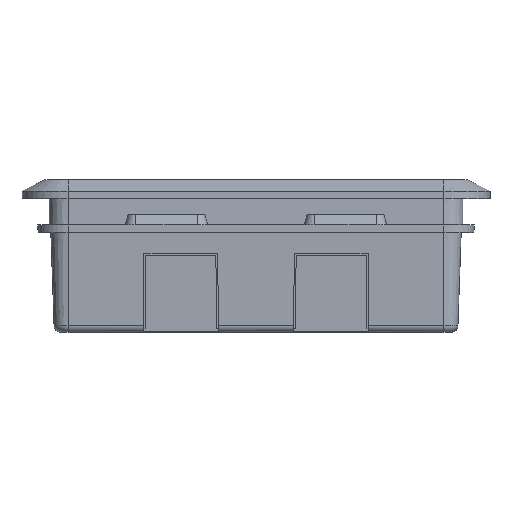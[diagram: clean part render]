
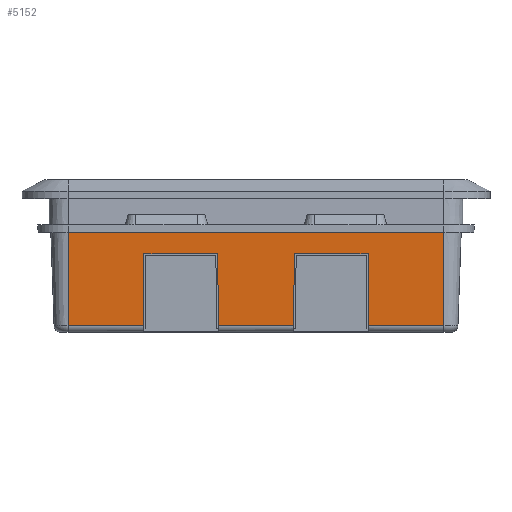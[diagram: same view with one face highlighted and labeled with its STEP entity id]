
A CAD part, front view. The second image highlights one B-rep face of the part: STEP entity #5152.
In plain terms, the highlighted planar face has unit normal (0, -0.999, -0.035).
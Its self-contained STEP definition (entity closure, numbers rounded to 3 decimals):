
#536=DIRECTION('',(-1.,0.,0.));
#537=VECTOR('',#536,200.);
#538=CARTESIAN_POINT('',(100.,-50.173,-18.));
#539=LINE('',#538,#537);
#696=DIRECTION('',(0.,0.035,-0.999));
#697=VECTOR('',#696,49.652);
#698=CARTESIAN_POINT('',(100.,-50.173,-18.));
#699=LINE('',#698,#697);
#700=DIRECTION('',(1.,0.,0.));
#701=VECTOR('',#700,40.029);
#702=CARTESIAN_POINT('',(59.971,-48.44,-67.622));
#703=LINE('',#702,#701);
#704=DIRECTION('',(-1.,0.,0.));
#705=VECTOR('',#704,40.059);
#706=CARTESIAN_POINT('',(20.029,-48.44,-67.622));
#707=LINE('',#706,#705);
#708=DIRECTION('',(-1.,0.,0.));
#709=VECTOR('',#708,40.029);
#710=CARTESIAN_POINT('',(-59.971,-48.44,
-67.622));
#711=LINE('',#710,#709);
#822=DIRECTION('',(0.009,0.035,-0.999));
#823=VECTOR('',#822,38.447);
#824=CARTESIAN_POINT('',(59.635,-49.781,-29.2));
#825=LINE('',#824,#823);
#846=DIRECTION('',(0.009,-0.035,0.999));
#847=VECTOR('',#846,38.447);
#848=CARTESIAN_POINT('',(20.029,-48.44,-67.622));
#849=LINE('',#848,#847);
#854=DIRECTION('',(1.,0.,0.));
#855=VECTOR('',#854,39.27);
#856=CARTESIAN_POINT('',(20.365,-49.781,-29.2));
#857=LINE('',#856,#855);
#866=DIRECTION('',(0.009,0.035,-0.999));
#867=VECTOR('',#866,38.456);
#868=CARTESIAN_POINT('',(-20.365,-49.782,
-29.191));
#869=LINE('',#868,#867);
#898=DIRECTION('',(0.009,-0.035,0.999));
#899=VECTOR('',#898,38.456);
#900=CARTESIAN_POINT('',(-59.971,-48.44,
-67.622));
#901=LINE('',#900,#899);
#906=DIRECTION('',(1.,0.,0.));
#907=VECTOR('',#906,39.27);
#908=CARTESIAN_POINT('',(-59.635,-49.782,
-29.191));
#909=LINE('',#908,#907);
#910=DIRECTION('',(0.,0.035,-0.999));
#911=VECTOR('',#910,49.652);
#912=CARTESIAN_POINT('',(-100.,-50.173,
-18.));
#913=LINE('',#912,#911);
#3271=CARTESIAN_POINT('',(-100.,-48.44,-67.622));
#3273=VERTEX_POINT('',#3271);
#3671=CARTESIAN_POINT('',(-59.635,-49.782,
-29.191));
#3673=VERTEX_POINT('',#3671);
#3676=CARTESIAN_POINT('',(-20.365,-49.782,
-29.191));
#3678=VERTEX_POINT('',#3676);
#3679=CARTESIAN_POINT('',(-59.971,-48.44,
-67.622));
#3680=VERTEX_POINT('',#3679);
#3681=CARTESIAN_POINT('',(-20.029,-48.44,
-67.622));
#3682=VERTEX_POINT('',#3681);
#3741=CARTESIAN_POINT('',(100.,-48.44,-67.622));
#3742=VERTEX_POINT('',#3741);
#4048=CARTESIAN_POINT('',(59.635,-49.781,
-29.2));
#4050=VERTEX_POINT('',#4048);
#4051=CARTESIAN_POINT('',(20.365,-49.781,
-29.2));
#4053=VERTEX_POINT('',#4051);
#4055=CARTESIAN_POINT('',(59.971,-48.44,
-67.622));
#4056=VERTEX_POINT('',#4055);
#4057=CARTESIAN_POINT('',(20.029,-48.44,
-67.622));
#4058=VERTEX_POINT('',#4057);
#4223=CARTESIAN_POINT('',(-100.,-50.173,
-18.));
#4224=VERTEX_POINT('',#4223);
#4249=CARTESIAN_POINT('',(100.,-50.173,
-18.));
#4250=VERTEX_POINT('',#4249);
#5125=CARTESIAN_POINT('',(100.,-50.191,-17.465));
#5126=DIRECTION('',(0.,0.999,0.035));
#5127=DIRECTION('',(0.,0.035,-0.999));
#5128=AXIS2_PLACEMENT_3D('',#5125,#5126,#5127);
#5129=PLANE('',#5128);
#5130=ORIENTED_EDGE('',*,*,#4970,.F.);
#5132=ORIENTED_EDGE('',*,*,#5131,.T.);
#5133=ORIENTED_EDGE('',*,*,#5107,.F.);
#5135=ORIENTED_EDGE('',*,*,#5134,.F.);
#5137=ORIENTED_EDGE('',*,*,#5136,.F.);
#5139=ORIENTED_EDGE('',*,*,#5138,.F.);
#5140=ORIENTED_EDGE('',*,*,#5099,.T.);
#5142=ORIENTED_EDGE('',*,*,#5141,.F.);
#5144=ORIENTED_EDGE('',*,*,#5143,.F.);
#5146=ORIENTED_EDGE('',*,*,#5145,.F.);
#5147=ORIENTED_EDGE('',*,*,#5114,.T.);
#5149=ORIENTED_EDGE('',*,*,#5148,.F.);
#5150=EDGE_LOOP('',(#5130,#5132,#5133,#5135,#5137,#5139,#5140,#5142,#5144,#5146,
#5147,#5149));
#5151=FACE_OUTER_BOUND('',#5150,.F.);
#5152=ADVANCED_FACE('',(#5151),#5129,.F.);
#4970=EDGE_CURVE('',#4250,#4224,#539,.T.);
#5099=EDGE_CURVE('',#4058,#3682,#707,.T.);
#5107=EDGE_CURVE('',#4056,#3742,#703,.T.);
#5114=EDGE_CURVE('',#3680,#3273,#711,.T.);
#5131=EDGE_CURVE('',#4250,#3742,#699,.T.);
#5134=EDGE_CURVE('',#4050,#4056,#825,.T.);
#5136=EDGE_CURVE('',#4053,#4050,#857,.T.);
#5138=EDGE_CURVE('',#4058,#4053,#849,.T.);
#5141=EDGE_CURVE('',#3678,#3682,#869,.T.);
#5143=EDGE_CURVE('',#3673,#3678,#909,.T.);
#5145=EDGE_CURVE('',#3680,#3673,#901,.T.);
#5148=EDGE_CURVE('',#4224,#3273,#913,.T.);
